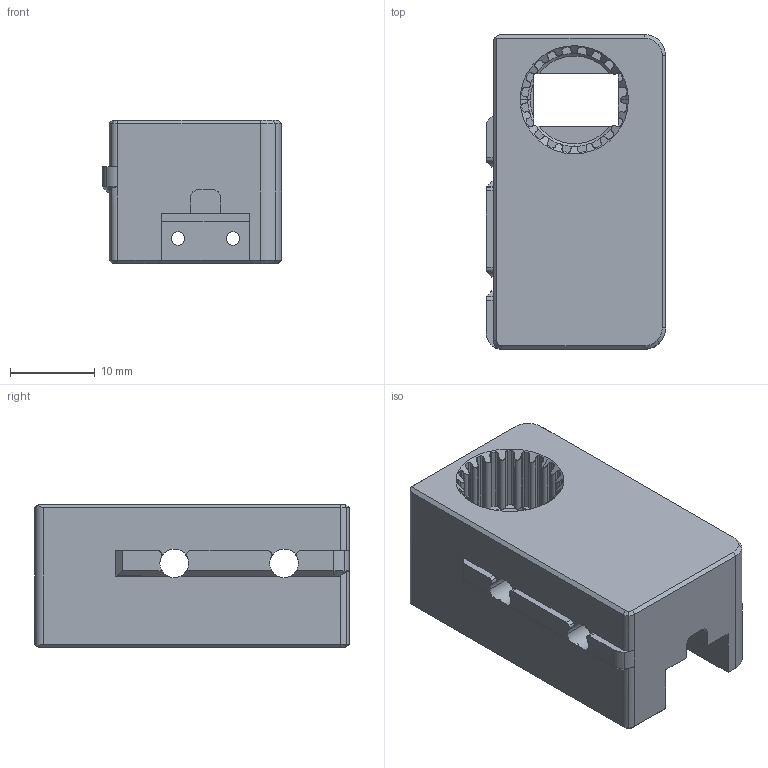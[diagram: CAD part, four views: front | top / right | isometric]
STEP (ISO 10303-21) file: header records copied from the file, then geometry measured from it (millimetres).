
FILE_DESCRIPTION (( 'STEP AP203' ), '1' );
FILE_NAME ('offset_2screw_Z Endstop v2-4.STEP', '2024-09-08T01:10:59', ( '' ), ( '' ), 'SwSTEP 2.0', 'SolidWorks 2024', '' );
FILE_SCHEMA (( 'CONFIG_CONTROL_DESIGN' ));
Length unit declared in the file: millimetre
Products named in the file (1): offset_2screw_Z Endstop v2-4
Bounding box: 21.2 x 37.2 x 17 mm (x, y, z)
Volume: 9100.4 mm3; surface area: 4905.7 mm2
Topology: 1 solids, 4 shells, 354 faces, 991 edges, 646 vertices
Faces by surface type: cylinder 213, plane 122, cone 19
Entity records: 13067 total; most frequent: CARTESIAN_POINT 3875, ORIENTED_EDGE 1982, DIRECTION 1895, EDGE_CURVE 991, AXIS2_PLACEMENT_3D 718, VERTEX_POINT 646, VECTOR 459, LINE 459
